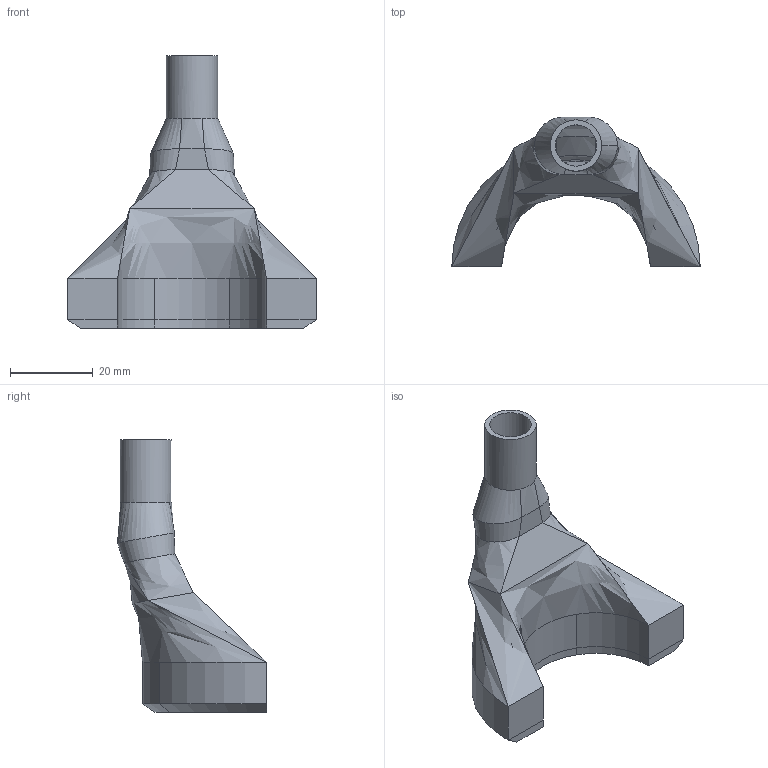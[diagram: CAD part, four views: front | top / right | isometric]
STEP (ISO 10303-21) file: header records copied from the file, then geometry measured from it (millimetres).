
FILE_DESCRIPTION(('FreeCAD Model'),'2;1');
FILE_NAME('Open CASCADE Shape Model','2022-02-15T19:35:47',(''),(''), 'Open CASCADE STEP processor 7.6','FreeCAD','Unknown');
FILE_SCHEMA(('AUTOMOTIVE_DESIGN { 1 0 10303 214 1 1 1 1 }'));
Length unit declared in the file: millimetre
Products named in the file (1): Pad
Bounding box: 60 x 36.09 x 65.73 mm (x, y, z)
Volume: 16315.6 mm3; surface area: 12935 mm2
Topology: 1 solids, 1 shells, 103 faces, 246 edges, 143 vertices
Faces by surface type: bspline 64, plane 19, cylinder 17, cone 3
Full cylindrical faces by diameter (mm): 10 x1, 12.4 x1
Entity records: 9653 total; most frequent: CARTESIAN_POINT 5520, ORIENTED_EDGE 492, PCURVE 492, DEFINITIONAL_REPRESENTATION 492, DIRECTION 477, B_SPLINE_CURVE_WITH_KNOTS 411, EDGE_CURVE 246, SURFACE_CURVE 243
